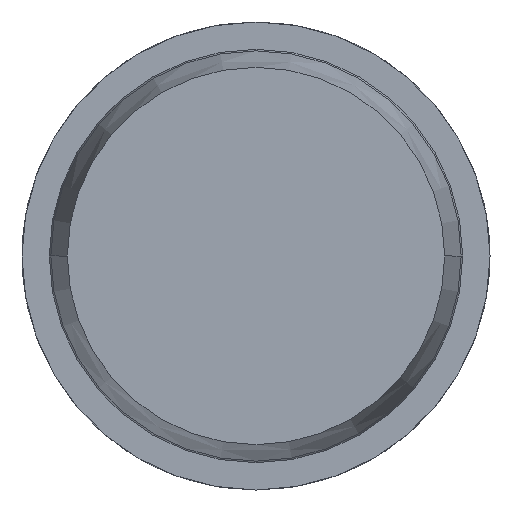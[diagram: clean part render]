
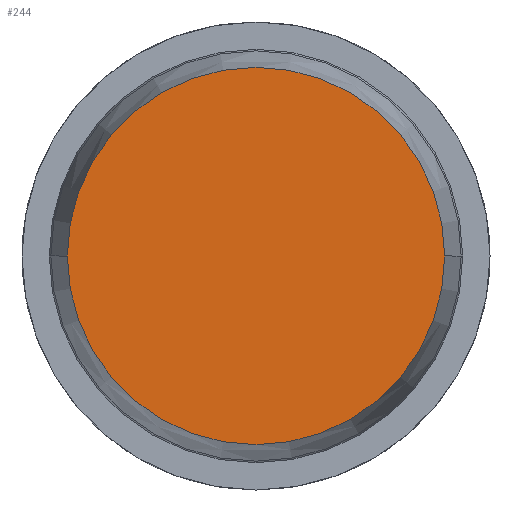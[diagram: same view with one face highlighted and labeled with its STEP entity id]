
A CAD part, front view. The second image highlights one B-rep face of the part: STEP entity #244.
In plain terms, the highlighted planar face has unit normal (0, -1, 0).
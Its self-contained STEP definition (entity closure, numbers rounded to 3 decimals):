
#51 = CIRCLE ( 'NONE', #3871, 1.209 ) ;
#67 = DIRECTION ( 'NONE',  ( 0., -1., 0. ) ) ;
#244 = ADVANCED_FACE ( 'Defeature ausgef�hrt1_0', ( #549 ), #732, .T. ) ;
#373 = CARTESIAN_POINT ( 'NONE',  ( 1.209, -19., 0. ) ) ;
#549 = FACE_OUTER_BOUND ( 'NONE', #4116, .T. ) ;
#568 = CARTESIAN_POINT ( 'NONE',  ( -1.209, -19., 0. ) ) ;
#604 = DIRECTION ( 'NONE',  ( 0., -1., 0. ) ) ;
#732 = PLANE ( 'NONE',  #833 ) ;
#833 = AXIS2_PLACEMENT_3D ( 'NONE', #4052, #67, #2689 ) ;
#874 = EDGE_CURVE ( 'Defeature ausgef�hrt1_0+Defeature ausgef�hrt1_10+Defeature ausgef�hrt1_10+Defeature ausgef�hrt1_10', #2912, #3694, #51, .T. ) ;
#2325 = AXIS2_PLACEMENT_3D ( 'NONE', #3056, #2711, #2667 ) ;
#2342 = ORIENTED_EDGE ( 'NONE', *, *, #4091, .T. ) ;
#2577 = DIRECTION ( 'NONE',  ( 1., 0., 0. ) ) ;
#2667 = DIRECTION ( 'NONE',  ( 1., 0., 0. ) ) ;
#2689 = DIRECTION ( 'NONE',  ( 1., 0., 0. ) ) ;
#2711 = DIRECTION ( 'NONE',  ( 0., -1., 0. ) ) ;
#2912 = VERTEX_POINT ( 'NONE', #373 ) ;
#3045 = CIRCLE ( 'NONE', #2325, 1.209 ) ;
#3056 = CARTESIAN_POINT ( 'NONE',  ( 0., -19., 0. ) ) ;
#3594 = CARTESIAN_POINT ( 'NONE',  ( 0., -19., 0. ) ) ;
#3694 = VERTEX_POINT ( 'NONE', #568 ) ;
#3697 = ORIENTED_EDGE ( 'NONE', *, *, #874, .T. ) ;
#3871 = AXIS2_PLACEMENT_3D ( 'NONE', #3594, #604, #2577 ) ;
#4052 = CARTESIAN_POINT ( 'NONE',  ( 0., -19., 0. ) ) ;
#4091 = EDGE_CURVE ( 'Defeature ausgef�hrt1_0+Defeature ausgef�hrt1_10+Defeature ausgef�hrt1_10+Defeature ausgef�hrt1_10', #3694, #2912, #3045, .T. ) ;
#4116 = EDGE_LOOP ( 'NONE', ( #2342, #3697 ) ) ;
